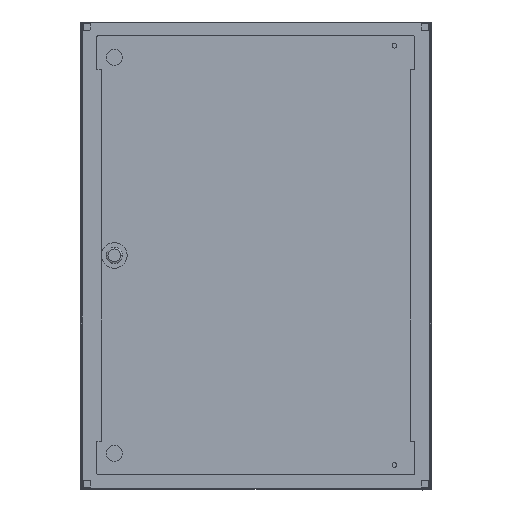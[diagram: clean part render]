
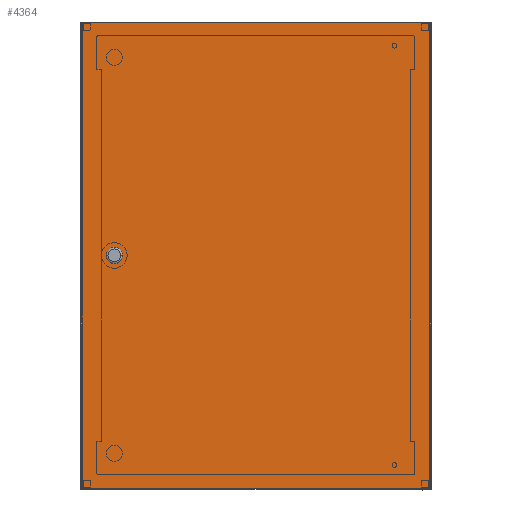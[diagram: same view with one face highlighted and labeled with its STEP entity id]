
A CAD part, top view. The second image highlights one B-rep face of the part: STEP entity #4364.
In plain terms, the highlighted face is planar.
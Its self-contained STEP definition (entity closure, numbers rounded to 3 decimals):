
#52 = CARTESIAN_POINT ( 'NONE',  ( 242.5, 0., 0. ) ) ;
#269 = VERTEX_POINT ( 'NONE', #9987 ) ;
#449 = DIRECTION ( 'NONE',  ( -1., 0., 0. ) ) ;
#560 = VERTEX_POINT ( 'NONE', #8508 ) ;
#926 = VERTEX_POINT ( 'NONE', #1023 ) ;
#1023 = CARTESIAN_POINT ( 'NONE',  ( 297.5, 399.25, 0. ) ) ;
#1111 = ORIENTED_EDGE ( 'NONE', *, *, #5485, .F. ) ;
#1390 = DIRECTION ( 'NONE',  ( 1., 0., 0. ) ) ;
#1404 = EDGE_CURVE ( 'NONE', #560, #269, #5800, .T. ) ;
#1446 = ORIENTED_EDGE ( 'NONE', *, *, #1404, .F. ) ;
#1460 = FACE_OUTER_BOUND ( 'NONE', #9961, .T. ) ;
#1519 = FACE_BOUND ( 'NONE', #7603, .T. ) ;
#1968 = CARTESIAN_POINT ( 'NONE',  ( 297.5, 399.25, 0. ) ) ;
#2017 = DIRECTION ( 'NONE',  ( 0., -1., 0. ) ) ;
#2342 = CARTESIAN_POINT ( 'NONE',  ( 0., 0., 0. ) ) ;
#2497 = EDGE_CURVE ( 'NONE', #8841, #10320, #9478, .T. ) ;
#2968 = CARTESIAN_POINT ( 'NONE',  ( -297.5, 399.25, 0. ) ) ;
#3238 = CARTESIAN_POINT ( 'NONE',  ( -297.5, 399.25, 0. ) ) ;
#3573 = AXIS2_PLACEMENT_3D ( 'NONE', #2342, #7530, #449 ) ;
#4364 = ADVANCED_FACE ( 'NONE', ( #1519, #1460 ), #7651, .T. ) ;
#4429 = CARTESIAN_POINT ( 'NONE',  ( 297.5, -399.25, 0. ) ) ;
#4594 = VECTOR ( 'NONE', #11474, 1000. ) ;
#4830 = ORIENTED_EDGE ( 'NONE', *, *, #9677, .F. ) ;
#4926 = LINE ( 'NONE', #2968, #13115 ) ;
#4937 = LINE ( 'NONE', #1968, #6952 ) ;
#4956 = CARTESIAN_POINT ( 'NONE',  ( -297.5, -399.25, 0. ) ) ;
#5041 = DIRECTION ( 'NONE',  ( -1., 0., 0. ) ) ;
#5277 = CARTESIAN_POINT ( 'NONE',  ( 297.5, 399.25, 0. ) ) ;
#5485 = EDGE_CURVE ( 'NONE', #926, #7753, #4937, .T. ) ;
#5800 = CIRCLE ( 'NONE', #8188, 14. ) ;
#6082 = DIRECTION ( 'NONE',  ( -1., 0., 0. ) ) ;
#6838 = ORIENTED_EDGE ( 'NONE', *, *, #9058, .F. ) ;
#6952 = VECTOR ( 'NONE', #6082, 1000. ) ;
#7006 = EDGE_CURVE ( 'NONE', #7753, #8841, #4926, .T. ) ;
#7530 = DIRECTION ( 'NONE',  ( 0., 0., -1. ) ) ;
#7603 = EDGE_LOOP ( 'NONE', ( #4830, #1446 ) ) ;
#7651 = PLANE ( 'NONE',  #3573 ) ;
#7753 = VERTEX_POINT ( 'NONE', #3238 ) ;
#7832 = CIRCLE ( 'NONE', #8489, 14. ) ;
#7885 = VECTOR ( 'NONE', #1390, 1000. ) ;
#8188 = AXIS2_PLACEMENT_3D ( 'NONE', #12455, #11696, #8603 ) ;
#8328 = LINE ( 'NONE', #5277, #4594 ) ;
#8418 = ORIENTED_EDGE ( 'NONE', *, *, #7006, .F. ) ;
#8489 = AXIS2_PLACEMENT_3D ( 'NONE', #52, #12196, #5041 ) ;
#8508 = CARTESIAN_POINT ( 'NONE',  ( 228.5, 0., 0. ) ) ;
#8603 = DIRECTION ( 'NONE',  ( -1., 0., 0. ) ) ;
#8841 = VERTEX_POINT ( 'NONE', #4956 ) ;
#8982 = CARTESIAN_POINT ( 'NONE',  ( 297.5, -399.25, 0. ) ) ;
#9058 = EDGE_CURVE ( 'NONE', #10320, #926, #8328, .T. ) ;
#9478 = LINE ( 'NONE', #4429, #7885 ) ;
#9677 = EDGE_CURVE ( 'NONE', #269, #560, #7832, .T. ) ;
#9961 = EDGE_LOOP ( 'NONE', ( #8418, #1111, #6838, #10624 ) ) ;
#9987 = CARTESIAN_POINT ( 'NONE',  ( 256.5, 0., 0. ) ) ;
#10320 = VERTEX_POINT ( 'NONE', #8982 ) ;
#10624 = ORIENTED_EDGE ( 'NONE', *, *, #2497, .F. ) ;
#11474 = DIRECTION ( 'NONE',  ( 0., 1., 0. ) ) ;
#11696 = DIRECTION ( 'NONE',  ( 0., 0., -1. ) ) ;
#12196 = DIRECTION ( 'NONE',  ( 0., 0., -1. ) ) ;
#12455 = CARTESIAN_POINT ( 'NONE',  ( 242.5, 0., 0. ) ) ;
#13115 = VECTOR ( 'NONE', #2017, 1000. ) ;
